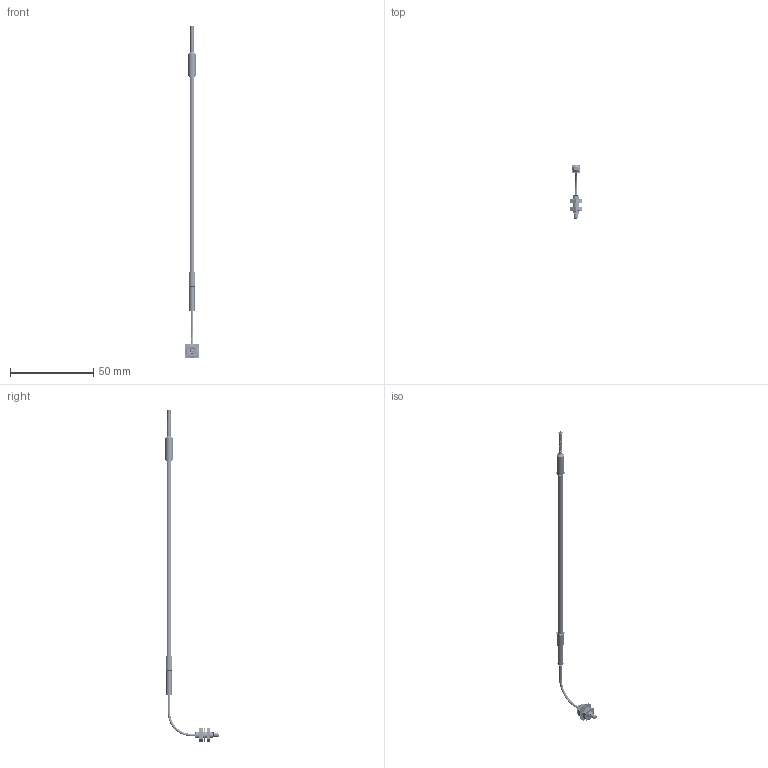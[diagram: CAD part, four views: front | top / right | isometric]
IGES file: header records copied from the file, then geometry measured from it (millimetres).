
Start section:  PTC IGES file: 166376.igs
Global section: file name: 166376.igs; native system: Creo Parametric by Parametric Technology Corporation; preprocessor: 2013230; author: pdmadmin; organization: Unknown; date: 20160105.124025; units: millimetre
Bounding box: 8.32 x 32.34 x 199.95 mm (x, y, z)
Volume: 1012.6 mm3; surface area: 31828.9 mm2
Topology: 11 solids, 14 shells, 1338 faces, 6634 edges, 8511 vertices
Faces by surface type: revolution 1070, bspline 268
